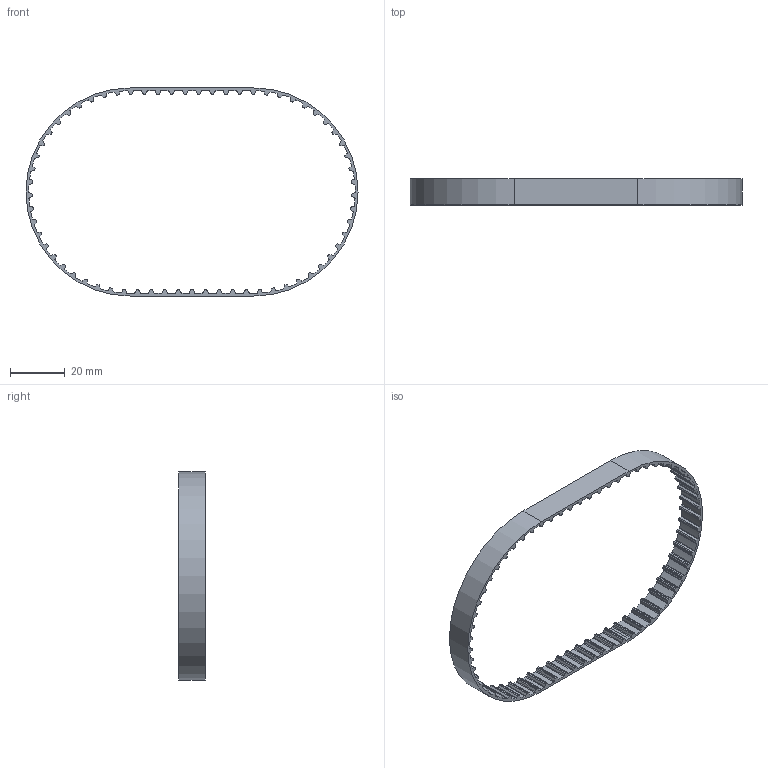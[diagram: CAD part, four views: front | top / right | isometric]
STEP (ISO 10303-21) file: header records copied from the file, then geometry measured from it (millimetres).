
FILE_DESCRIPTION (( 'STEP AP214' ), '1' );
FILE_NAME ('130XL037NG.step', '2015-04-08T23:01:47', ( '' ), ( '' ), 'SwSTEP 2.0', 'SolidWorks 2014', '' );
FILE_SCHEMA (( 'AUTOMOTIVE_DESIGN' ));
Length unit declared in the file: inch
Products named in the file (1): 130XL037NG
Bounding box: 121.61 x 9.53 x 76.2 mm (x, y, z)
Volume: 4328.3 mm3; surface area: 8006.5 mm2
Topology: 1 solids, 1 shells, 558 faces, 1668 edges, 1112 vertices
Faces by surface type: cylinder 340, plane 218
Entity records: 19096 total; most frequent: DIRECTION 3466, CARTESIAN_POINT 3339, ORIENTED_EDGE 3336, EDGE_CURVE 1668, AXIS2_PLACEMENT_3D 1239, VERTEX_POINT 1112, LINE 988, VECTOR 988
